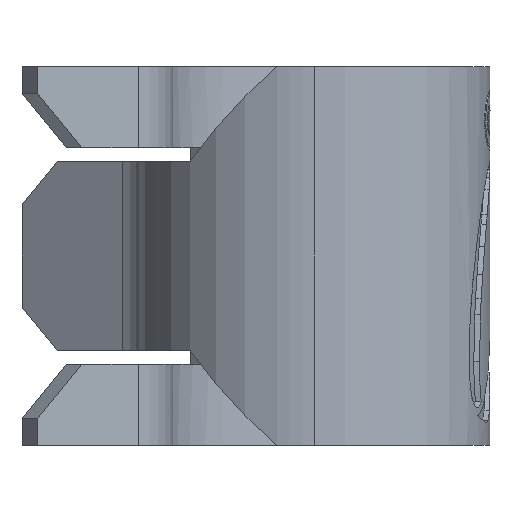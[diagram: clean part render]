
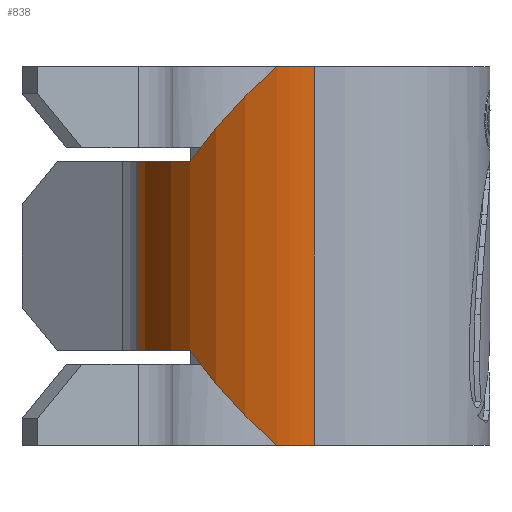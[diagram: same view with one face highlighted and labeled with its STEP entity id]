
A CAD part, left-side view. The second image highlights one B-rep face of the part: STEP entity #838.
In plain terms, the highlighted cylindrical face has radius 3.25 mm (diameter 6.5 mm), a partial arc.
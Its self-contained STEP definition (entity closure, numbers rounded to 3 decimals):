
#35 = ORIENTED_EDGE ( 'NONE', *, *, #1669, .F. ) ;
#82 = DIRECTION ( 'NONE',  ( 0., 0., -1. ) ) ;
#189 = CYLINDRICAL_SURFACE ( 'NONE', #3997, 3.25 ) ;
#286 = CARTESIAN_POINT ( 'NONE',  ( 0., 0., 3.5 ) ) ;
#406 = ORIENTED_EDGE ( 'NONE', *, *, #2790, .T. ) ;
#444 = CARTESIAN_POINT ( 'NONE',  ( 0., 0., -1.75 ) ) ;
#590 = DIRECTION ( 'NONE',  ( 0., 0., -1. ) ) ;
#671 = EDGE_CURVE ( 'NONE', #1196, #3087, #1509, .T. ) ;
#697 = CARTESIAN_POINT ( 'NONE',  ( -3.174, 0.699, 3.5 ) ) ;
#730 = DIRECTION ( 'NONE',  ( 1., 0., 0. ) ) ;
#838 = ADVANCED_FACE ( 'NONE', ( #1472 ), #189, .T. ) ;
#977 = DIRECTION ( 'NONE',  ( -1., 0., 0. ) ) ;
#1016 = LINE ( 'NONE', #2715, #4090 ) ;
#1196 = VERTEX_POINT ( 'NONE', #3282 ) ;
#1248 = CARTESIAN_POINT ( 'NONE',  ( 0.805, 3.149, 1.75 ) ) ;
#1303 = ORIENTED_EDGE ( 'NONE', *, *, #2519, .T. ) ;
#1370 = DIRECTION ( 'NONE',  ( 0., 0., -1. ) ) ;
#1405 = VECTOR ( 'NONE', #1370, 1000. ) ;
#1472 = FACE_OUTER_BOUND ( 'NONE', #3051, .T. ) ;
#1509 =( BOUNDED_CURVE ( )  B_SPLINE_CURVE ( 3, ( #5520, #3826, #1616, #3337 ),
 .UNSPECIFIED., .F., .T. ) 
 B_SPLINE_CURVE_WITH_KNOTS ( ( 4, 4 ),
 ( 4.712, 5.281 ),
 .UNSPECIFIED. ) 
 CURVE ( )  GEOMETRIC_REPRESENTATION_ITEM ( )  RATIONAL_B_SPLINE_CURVE ( ( 1., 0.973, 0.973, 1. ) ) 
 REPRESENTATION_ITEM ( '' )  );
#1616 = CARTESIAN_POINT ( 'NONE',  ( -3.04, 1.309, -2.974 ) ) ;
#1669 = EDGE_CURVE ( 'NONE', #3511, #1822, #1016, .T. ) ;
#1693 = DIRECTION ( 'NONE',  ( -1., 0., 0. ) ) ;
#1734 = DIRECTION ( 'NONE',  ( 0., 0., 1. ) ) ;
#1740 = ORIENTED_EDGE ( 'NONE', *, *, #2730, .T. ) ;
#1765 = CIRCLE ( 'NONE', #3115, 3.25 ) ;
#1787 = DIRECTION ( 'NONE',  ( 0., 0., 1. ) ) ;
#1822 = VERTEX_POINT ( 'NONE', #2927 ) ;
#1893 = CARTESIAN_POINT ( 'NONE',  ( 0., 0., 3.5 ) ) ;
#1931 = AXIS2_PLACEMENT_3D ( 'NONE', #5184, #1734, #2074 ) ;
#2074 = DIRECTION ( 'NONE',  ( 1., 0., 0. ) ) ;
#2271 = VERTEX_POINT ( 'NONE', #3055 ) ;
#2286 = EDGE_CURVE ( 'NONE', #3033, #2501, #2299, .T. ) ;
#2299 = CIRCLE ( 'NONE', #1931, 3.25 ) ;
#2314 = DIRECTION ( 'NONE',  ( 0., 0., -1. ) ) ;
#2324 = LINE ( 'NONE', #3570, #1405 ) ;
#2472 = AXIS2_PLACEMENT_3D ( 'NONE', #444, #82, #1693 ) ;
#2501 = VERTEX_POINT ( 'NONE', #2825 ) ;
#2519 = EDGE_CURVE ( 'NONE', #5275, #2501, #4400, .T. ) ;
#2715 = CARTESIAN_POINT ( 'NONE',  ( -3.25, 0., 3.5 ) ) ;
#2730 = EDGE_CURVE ( 'NONE', #3033, #2271, #2324, .T. ) ;
#2737 = CARTESIAN_POINT ( 'NONE',  ( -3.174, 0.699, -3.5 ) ) ;
#2790 = EDGE_CURVE ( 'NONE', #3087, #1822, #3836, .T. ) ;
#2825 = CARTESIAN_POINT ( 'NONE',  ( -2.298, 2.298, 1.75 ) ) ;
#2854 = CARTESIAN_POINT ( 'NONE',  ( -2.298, 2.298, 1.75 ) ) ;
#2927 = CARTESIAN_POINT ( 'NONE',  ( -3.25, 0., -3.5 ) ) ;
#3033 = VERTEX_POINT ( 'NONE', #1248 ) ;
#3051 = EDGE_LOOP ( 'NONE', ( #35, #3279, #1303, #4305, #1740, #3543, #4408, #406 ) ) ;
#3055 = CARTESIAN_POINT ( 'NONE',  ( 0.805, 3.149, -1.75 ) ) ;
#3087 = VERTEX_POINT ( 'NONE', #2737 ) ;
#3115 = AXIS2_PLACEMENT_3D ( 'NONE', #286, #4218, #730 ) ;
#3125 = CARTESIAN_POINT ( 'NONE',  ( -3.174, 0.699, 3.5 ) ) ;
#3279 = ORIENTED_EDGE ( 'NONE', *, *, #3374, .F. ) ;
#3282 = CARTESIAN_POINT ( 'NONE',  ( -2.298, 2.298, -1.75 ) ) ;
#3329 = CARTESIAN_POINT ( 'NONE',  ( -3.04, 1.309, 2.974 ) ) ;
#3337 = CARTESIAN_POINT ( 'NONE',  ( -3.174, 0.699, -3.5 ) ) ;
#3374 = EDGE_CURVE ( 'NONE', #5275, #3511, #1765, .T. ) ;
#3511 = VERTEX_POINT ( 'NONE', #4704 ) ;
#3543 = ORIENTED_EDGE ( 'NONE', *, *, #3673, .F. ) ;
#3570 = CARTESIAN_POINT ( 'NONE',  ( 0.805, 3.149, 3.5 ) ) ;
#3673 = EDGE_CURVE ( 'NONE', #1196, #2271, #5545, .T. ) ;
#3709 = CARTESIAN_POINT ( 'NONE',  ( -2.74, 1.857, 2.374 ) ) ;
#3826 = CARTESIAN_POINT ( 'NONE',  ( -2.74, 1.857, -2.374 ) ) ;
#3836 = CIRCLE ( 'NONE', #4749, 3.25 ) ;
#3989 = DIRECTION ( 'NONE',  ( 1., 0., 0. ) ) ;
#3997 = AXIS2_PLACEMENT_3D ( 'NONE', #1893, #2314, #977 ) ;
#4090 = VECTOR ( 'NONE', #590, 1000. ) ;
#4218 = DIRECTION ( 'NONE',  ( 0., 0., 1. ) ) ;
#4305 = ORIENTED_EDGE ( 'NONE', *, *, #2286, .F. ) ;
#4400 =( BOUNDED_CURVE ( )  B_SPLINE_CURVE ( 3, ( #697, #3329, #3709, #2854 ),
 .UNSPECIFIED., .F., .F. ) 
 B_SPLINE_CURVE_WITH_KNOTS ( ( 4, 4 ),
 ( 4.144, 4.712 ),
 .UNSPECIFIED. ) 
 CURVE ( )  GEOMETRIC_REPRESENTATION_ITEM ( )  RATIONAL_B_SPLINE_CURVE ( ( 1., 0.973, 0.973, 1. ) ) 
 REPRESENTATION_ITEM ( '' )  );
#4408 = ORIENTED_EDGE ( 'NONE', *, *, #671, .T. ) ;
#4704 = CARTESIAN_POINT ( 'NONE',  ( -3.25, 0., 3.5 ) ) ;
#4749 = AXIS2_PLACEMENT_3D ( 'NONE', #4902, #1787, #3989 ) ;
#4902 = CARTESIAN_POINT ( 'NONE',  ( 0., 0., -3.5 ) ) ;
#5184 = CARTESIAN_POINT ( 'NONE',  ( 0., 0., 1.75 ) ) ;
#5275 = VERTEX_POINT ( 'NONE', #3125 ) ;
#5520 = CARTESIAN_POINT ( 'NONE',  ( -2.298, 2.298, -1.75 ) ) ;
#5545 = CIRCLE ( 'NONE', #2472, 3.25 ) ;
